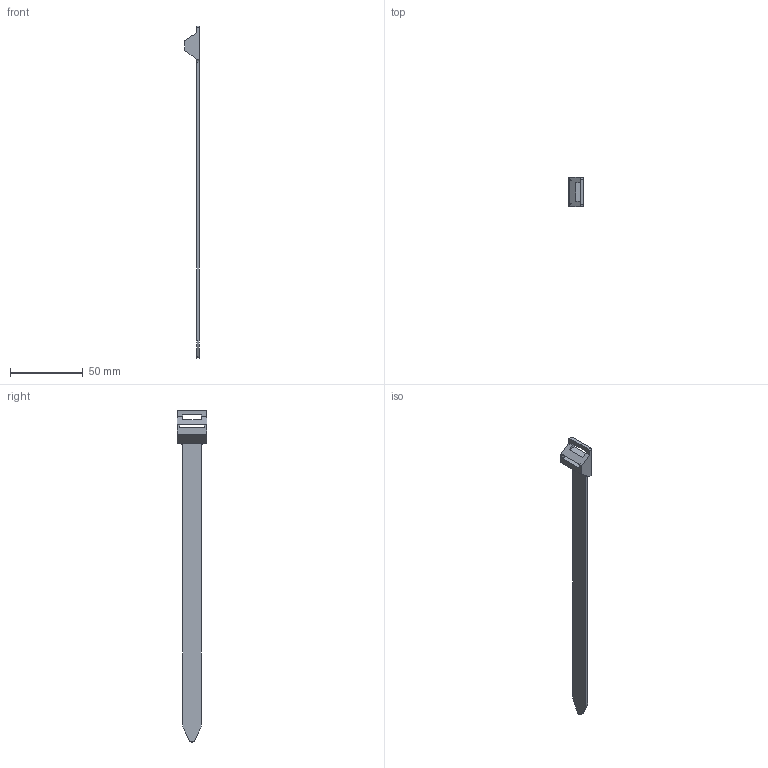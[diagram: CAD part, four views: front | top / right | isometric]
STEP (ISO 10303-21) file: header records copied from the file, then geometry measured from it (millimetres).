
FILE_DESCRIPTION(/* description */ (''),/* implementation_level */ '2;1');
FILE_NAME(/* name */ 'PANDUIT_PRT2EH.stp',/* time_stamp */ '2013-08-20T14:40:53-05:00',/* author */ (''),/* organization */ (''),/* preprocessor_version */ 'ST-DEVELOPER v11',/* originating_system */ 'SIEMENS PLM Software NX 7.5',/* authorisation */ '');
FILE_SCHEMA (('CONFIG_CONTROL_DESIGN'));
Length unit declared in the file: inch
Products named in the file (1): bwg54B2u5yb
Bounding box: 10.16 x 20.32 x 228.62 mm (x, y, z)
Volume: 7303.2 mm3; surface area: 7643.7 mm2
Topology: 1 solids, 1 shells, 39 faces, 113 edges, 74 vertices
Faces by surface type: plane 25, cylinder 14
Entity records: 1383 total; most frequent: CARTESIAN_POINT 228, ORIENTED_EDGE 226, DIRECTION 223, EDGE_CURVE 113, LINE 85, VECTOR 85, VERTEX_POINT 74, AXIS2_PLACEMENT_3D 69
